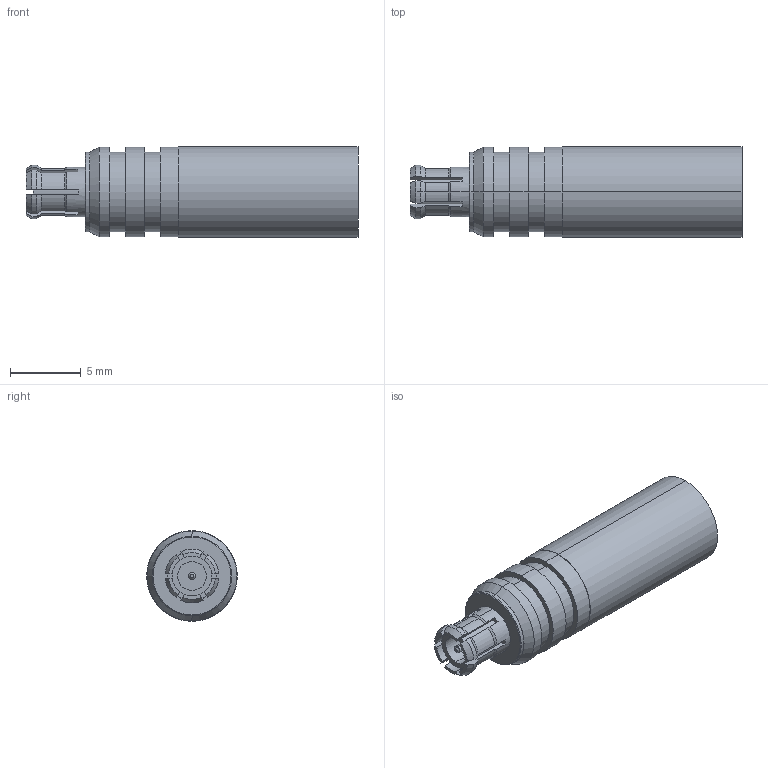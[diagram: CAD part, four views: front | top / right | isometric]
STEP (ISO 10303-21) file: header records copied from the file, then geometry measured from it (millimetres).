
FILE_DESCRIPTION (( 'STEP AP203' ), '1' );
FILE_NAME ('FMCN1846_3D.STEP', '2022-02-15T15:21:43', ( '' ), ( '' ), 'SwSTEP 2.0', 'SolidWorks 2021', '' );
FILE_SCHEMA (( 'CONFIG_CONTROL_DESIGN' ));
Length unit declared in the file: inch
Products named in the file (1): FMCN1846_3D
Bounding box: 23.43 x 6.4 x 6.4 mm (x, y, z)
Volume: 363.4 mm3; surface area: 1069.2 mm2
Topology: 4 solids, 4 shells, 122 faces, 292 edges, 187 vertices
Faces by surface type: cylinder 53, plane 41, cone 28
Entity records: 3674 total; most frequent: CARTESIAN_POINT 710, DIRECTION 635, ORIENTED_EDGE 584, EDGE_CURVE 292, AXIS2_PLACEMENT_3D 256, VERTEX_POINT 187, CIRCLE 133, EDGE_LOOP 131
